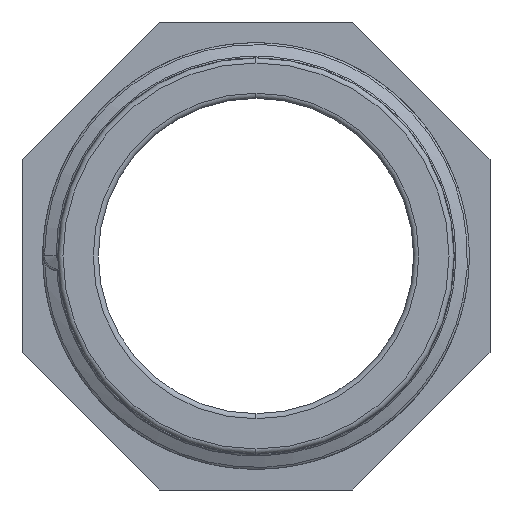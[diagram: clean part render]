
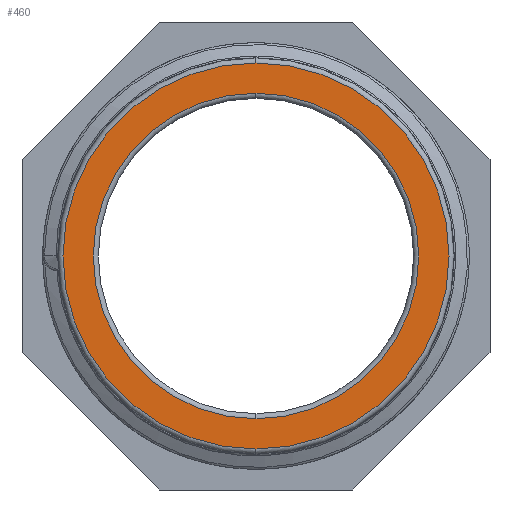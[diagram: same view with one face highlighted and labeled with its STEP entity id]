
A CAD part, left-side view. The second image highlights one B-rep face of the part: STEP entity #460.
In plain terms, the highlighted planar face has unit normal (-1, 0, 0).
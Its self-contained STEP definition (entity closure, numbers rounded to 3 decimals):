
#375 = EDGE_CURVE ( 'NONE', #9974, #9975, #702, .T. ) ;
#433 = EDGE_CURVE ( 'NONE', #9973, #6619, #688, .T. ) ;
#460 = ADVANCED_FACE ( 'NONE', ( #2160, #2156 ), #2161, .T. ) ;
#659 = AXIS2_PLACEMENT_3D ( 'NONE', #2151, #2163, #2164 ) ;
#686 = AXIS2_PLACEMENT_3D ( 'NONE', #2009, #2010, #2011 ) ;
#688 = CIRCLE ( 'NONE', #686, 16. ) ;
#702 = CIRCLE ( 'NONE', #708, 18.976 ) ;
#708 = AXIS2_PLACEMENT_3D ( 'NONE', #10385, #10386, #10387 ) ;
#778 = AXIS2_PLACEMENT_3D ( 'NONE', #3903, #3904, #3905 ) ;
#791 = CIRCLE ( 'NONE', #857, 18.976 ) ;
#857 = AXIS2_PLACEMENT_3D ( 'NONE', #3896, #3897, #3898 ) ;
#862 = CIRCLE ( 'NONE', #778, 16. ) ;
#2009 = CARTESIAN_POINT ( 'NONE',  ( 0., 0., 0. ) ) ;
#2010 = DIRECTION ( 'NONE',  ( 1., 0., 0. ) ) ;
#2011 = DIRECTION ( 'NONE',  ( 0., 0., 1. ) ) ;
#2151 = CARTESIAN_POINT ( 'NONE',  ( 0., 15.5, 0. ) ) ;
#2156 = FACE_OUTER_BOUND ( 'NONE', #9797, .T. ) ;
#2160 = FACE_BOUND ( 'NONE', #9800, .T. ) ;
#2161 = PLANE ( 'NONE',  #659 ) ;
#2163 = DIRECTION ( 'NONE',  ( -1., 0., 0. ) ) ;
#2164 = DIRECTION ( 'NONE',  ( 0., 0., 1. ) ) ;
#3896 = CARTESIAN_POINT ( 'NONE',  ( 0., 0., 0. ) ) ;
#3897 = DIRECTION ( 'NONE',  ( -1., 0., 0. ) ) ;
#3898 = DIRECTION ( 'NONE',  ( 0., 0., 1. ) ) ;
#3903 = CARTESIAN_POINT ( 'NONE',  ( 0., 0., 0. ) ) ;
#3904 = DIRECTION ( 'NONE',  ( 1., 0., 0. ) ) ;
#3905 = DIRECTION ( 'NONE',  ( 0., 0., 1. ) ) ;
#4131 = EDGE_CURVE ( 'NONE', #9975, #9974, #791, .T. ) ;
#4133 = EDGE_CURVE ( 'NONE', #6619, #9973, #862, .T. ) ;
#6619 = VERTEX_POINT ( 'NONE', #8665 ) ;
#8665 = CARTESIAN_POINT ( 'NONE',  ( 0., 0., -16. ) ) ;
#8753 = CARTESIAN_POINT ( 'NONE',  ( 0., 0., 16. ) ) ;
#8754 = CARTESIAN_POINT ( 'NONE',  ( 0., 0., -18.976 ) ) ;
#8755 = CARTESIAN_POINT ( 'NONE',  ( 0., 0., 18.976 ) ) ;
#9685 = ORIENTED_EDGE ( 'NONE', *, *, #433, .T. ) ;
#9686 = ORIENTED_EDGE ( 'NONE', *, *, #4133, .T. ) ;
#9687 = ORIENTED_EDGE ( 'NONE', *, *, #4131, .T. ) ;
#9688 = ORIENTED_EDGE ( 'NONE', *, *, #375, .T. ) ;
#9797 = EDGE_LOOP ( 'NONE', ( #9687, #9688 ) ) ;
#9800 = EDGE_LOOP ( 'NONE', ( #9685, #9686 ) ) ;
#9973 = VERTEX_POINT ( 'NONE', #8753 ) ;
#9974 = VERTEX_POINT ( 'NONE', #8754 ) ;
#9975 = VERTEX_POINT ( 'NONE', #8755 ) ;
#10385 = CARTESIAN_POINT ( 'NONE',  ( 0., 0., 0. ) ) ;
#10386 = DIRECTION ( 'NONE',  ( -1., 0., 0. ) ) ;
#10387 = DIRECTION ( 'NONE',  ( 0., 0., 1. ) ) ;
